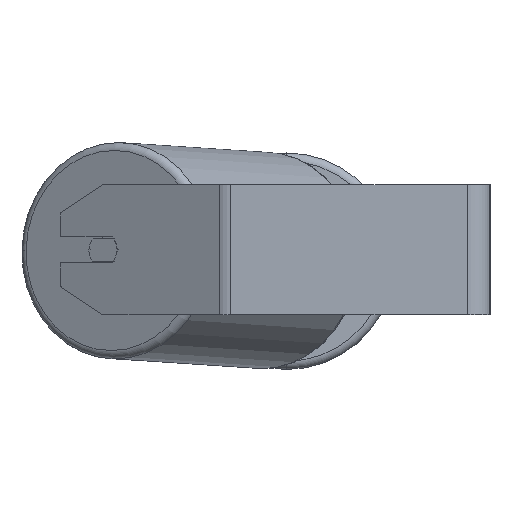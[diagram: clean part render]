
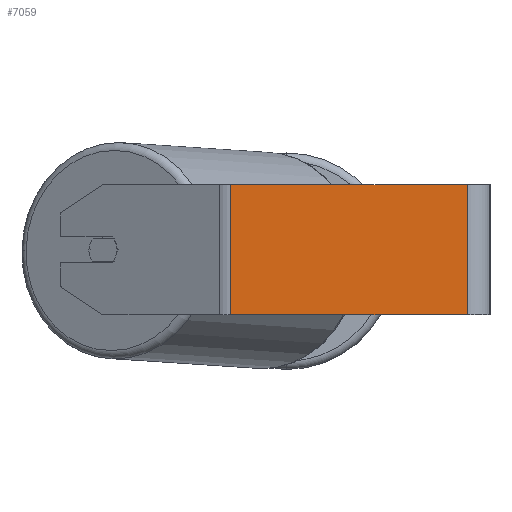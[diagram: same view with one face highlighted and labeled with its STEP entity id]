
A CAD part, left-side view. The second image highlights one B-rep face of the part: STEP entity #7059.
In plain terms, the highlighted planar face has unit normal (-1, 0, 0).
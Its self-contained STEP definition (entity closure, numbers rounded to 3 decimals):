
#154 = VECTOR ( 'NONE', #5753, 1000. ) ;
#271 = ORIENTED_EDGE ( 'NONE', *, *, #7362, .F. ) ;
#445 = VERTEX_POINT ( 'NONE', #5549 ) ;
#919 = PLANE ( 'NONE',  #4748 ) ;
#957 = DIRECTION ( 'NONE',  ( 0., 0., -1. ) ) ;
#1163 = DIRECTION ( 'NONE',  ( 0., -1., 0. ) ) ;
#1515 = DIRECTION ( 'NONE',  ( 0., 0., -1. ) ) ;
#1863 = DIRECTION ( 'NONE',  ( 0., -1., 0. ) ) ;
#2146 = DIRECTION ( 'NONE',  ( 1., 0., 0. ) ) ;
#2224 = LINE ( 'NONE', #7470, #2263 ) ;
#2263 = VECTOR ( 'NONE', #957, 1000. ) ;
#2747 = CARTESIAN_POINT ( 'NONE',  ( -350., 163.04, 40. ) ) ;
#2776 = ORIENTED_EDGE ( 'NONE', *, *, #2881, .T. ) ;
#2881 = EDGE_CURVE ( 'NONE', #3705, #445, #2224, .T. ) ;
#3042 = ORIENTED_EDGE ( 'NONE', *, *, #4186, .T. ) ;
#3202 = VERTEX_POINT ( 'NONE', #4609 ) ;
#3372 = VERTEX_POINT ( 'NONE', #5697 ) ;
#3705 = VERTEX_POINT ( 'NONE', #6467 ) ;
#3798 = CARTESIAN_POINT ( 'NONE',  ( -350., 14., 40. ) ) ;
#3824 = CARTESIAN_POINT ( 'NONE',  ( -350., 163.04, 40. ) ) ;
#4147 = FACE_OUTER_BOUND ( 'NONE', #4999, .T. ) ;
#4186 = EDGE_CURVE ( 'NONE', #445, #3372, #5069, .T. ) ;
#4609 = CARTESIAN_POINT ( 'NONE',  ( -350., 14., 40. ) ) ;
#4748 = AXIS2_PLACEMENT_3D ( 'NONE', #2747, #2146, #1515 ) ;
#4999 = EDGE_LOOP ( 'NONE', ( #3042, #271, #6277, #2776 ) ) ;
#5069 = LINE ( 'NONE', #8323, #7588 ) ;
#5549 = CARTESIAN_POINT ( 'NONE',  ( -350., 159.289, -40. ) ) ;
#5697 = CARTESIAN_POINT ( 'NONE',  ( -350., 14., -40. ) ) ;
#5753 = DIRECTION ( 'NONE',  ( 0., 0., -1. ) ) ;
#6277 = ORIENTED_EDGE ( 'NONE', *, *, #6483, .F. ) ;
#6467 = CARTESIAN_POINT ( 'NONE',  ( -350., 159.289, 40. ) ) ;
#6483 = EDGE_CURVE ( 'NONE', #3705, #3202, #7742, .T. ) ;
#6812 = VECTOR ( 'NONE', #1863, 1000. ) ;
#7036 = LINE ( 'NONE', #3798, #154 ) ;
#7059 = ADVANCED_FACE ( 'NONE', ( #4147 ), #919, .F. ) ;
#7362 = EDGE_CURVE ( 'NONE', #3202, #3372, #7036, .T. ) ;
#7470 = CARTESIAN_POINT ( 'NONE',  ( -350., 159.289, 40. ) ) ;
#7588 = VECTOR ( 'NONE', #1163, 1000. ) ;
#7742 = LINE ( 'NONE', #3824, #6812 ) ;
#8323 = CARTESIAN_POINT ( 'NONE',  ( -350., 163.04, -40. ) ) ;
